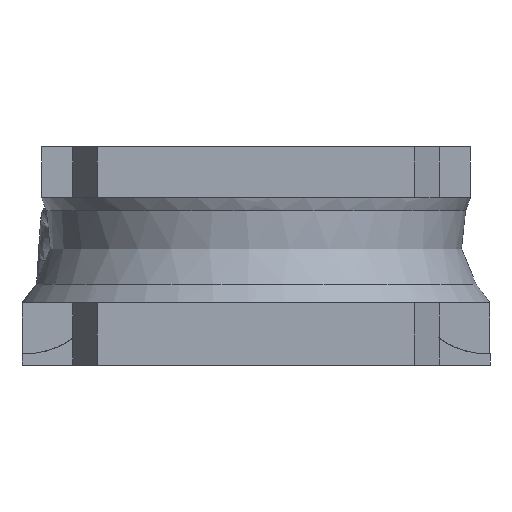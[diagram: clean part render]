
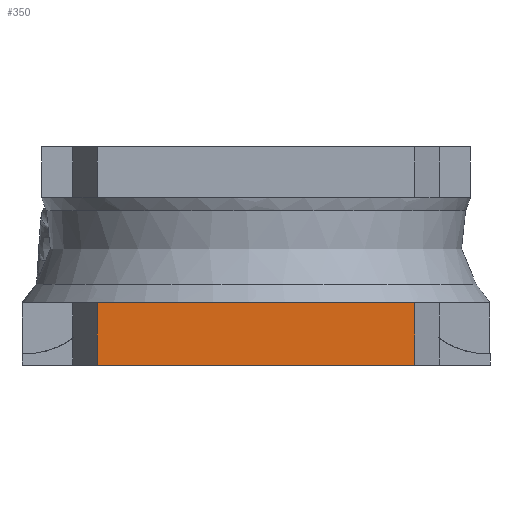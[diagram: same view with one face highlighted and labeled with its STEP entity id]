
A CAD part, left-side view. The second image highlights one B-rep face of the part: STEP entity #350.
In plain terms, the highlighted planar face has unit normal (-1, 0, 0).
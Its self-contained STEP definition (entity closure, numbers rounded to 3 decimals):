
#350 = ADVANCED_FACE( '', ( #736 ), #737, .F. );
#736 = FACE_OUTER_BOUND( '', #2558, .T. );
#737 = PLANE( '', #2559 );
#2558 = EDGE_LOOP( '', ( #3726, #3727, #3728, #3729 ) );
#2559 = AXIS2_PLACEMENT_3D( '', #3730, #3731, #3732 );
#3726 = ORIENTED_EDGE( '', *, *, #4779, .T. );
#3727 = ORIENTED_EDGE( '', *, *, #4895, .F. );
#3728 = ORIENTED_EDGE( '', *, *, #4896, .F. );
#3729 = ORIENTED_EDGE( '', *, *, #4793, .T. );
#3730 = CARTESIAN_POINT( '', ( -3., -2.032, -1.475 ) );
#3731 = DIRECTION( '', ( 1., 0., 0. ) );
#3732 = DIRECTION( '', ( 0., 0., -1. ) );
#4779 = EDGE_CURVE( '', #5344, #5342, #5345, .T. );
#4793 = EDGE_CURVE( '', #5367, #5344, #5368, .T. );
#4895 = EDGE_CURVE( '', #5525, #5342, #5526, .T. );
#4896 = EDGE_CURVE( '', #5367, #5525, #5527, .T. );
#5342 = VERTEX_POINT( '', #6458 );
#5344 = VERTEX_POINT( '', #6461 );
#5345 = LINE( '', #6462, #6463 );
#5367 = VERTEX_POINT( '', #6522 );
#5368 = LINE( '', #6523, #6524 );
#5525 = VERTEX_POINT( '', #7165 );
#5526 = LINE( '', #7166, #7167 );
#5527 = LINE( '', #7168, #7169 );
#6458 = CARTESIAN_POINT( '', ( -3., 2.032, -0.675 ) );
#6461 = CARTESIAN_POINT( '', ( -3., -2.032, -0.675 ) );
#6462 = CARTESIAN_POINT( '', ( -3., -2.032, -0.675 ) );
#6463 = VECTOR( '', #8105, 1000. );
#6522 = CARTESIAN_POINT( '', ( -3., -2.032, -1.475 ) );
#6523 = CARTESIAN_POINT( '', ( -3., -2.032, -1.475 ) );
#6524 = VECTOR( '', #8115, 1000. );
#7165 = CARTESIAN_POINT( '', ( -3., 2.032, -1.475 ) );
#7166 = CARTESIAN_POINT( '', ( -3., 2.032, -1.475 ) );
#7167 = VECTOR( '', #8171, 1000. );
#7168 = CARTESIAN_POINT( '', ( -3., -2.032, -1.475 ) );
#7169 = VECTOR( '', #8172, 1000. );
#8105 = DIRECTION( '', ( 0., 1., 0. ) );
#8115 = DIRECTION( '', ( 0., 0., 1. ) );
#8171 = DIRECTION( '', ( 0., 0., 1. ) );
#8172 = DIRECTION( '', ( 0., 1., 0. ) );
